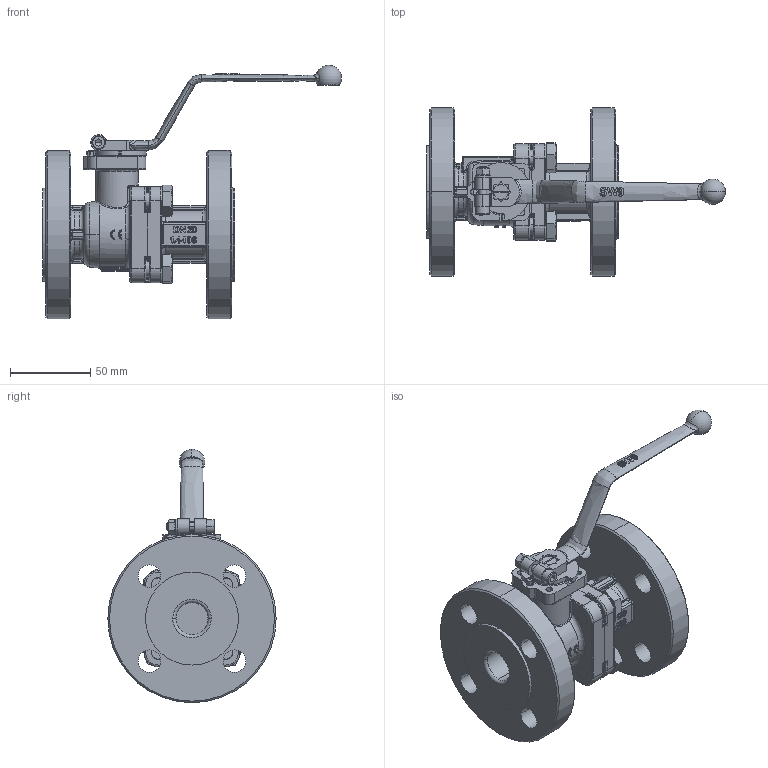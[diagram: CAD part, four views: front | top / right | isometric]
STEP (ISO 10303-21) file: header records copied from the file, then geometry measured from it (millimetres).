
FILE_DESCRIPTION(('HOOPS Exchange Step'),'2;1');
FILE_NAME('FK12_PN16_DN20.stp','2025-09-08T14:33:21+02:00',('nieru'),('Unknown organisation'),'HOOPS Exchange 2024.2','HOOPS Exchange','Unknown authorisation');
FILE_SCHEMA( ('AP203_CONFIGURATION_CONTROLLED_3D_DESIGN_OF_MECHANICAL_PARTS_AND_ASSEMBLIES_MIM_LF') );
Length unit declared in the file: millimetre
Products named in the file (2): 0; root
Assembly tree (1 placements, depth 2):
  root
    0
Bounding box: 186.48 x 105 x 158.15 mm (x, y, z)
Volume: 415257.1 mm3; surface area: 87670.5 mm2
Topology: 1 solids, 1 shells, 1820 faces, 4843 edges, 3055 vertices
Faces by surface type: bspline 705, cylinder 449, plane 425, torus 123, cone 99, sphere 16, offset 3
Entity records: 72584 total; most frequent: CARTESIAN_POINT 32286, ORIENTED_EDGE 9626, DIRECTION 6234, EDGE_CURVE 4813, VERTEX_POINT 3055, AXIS2_PLACEMENT_3D 2157, EDGE_LOOP 1940, FACE_BOUND 1940
